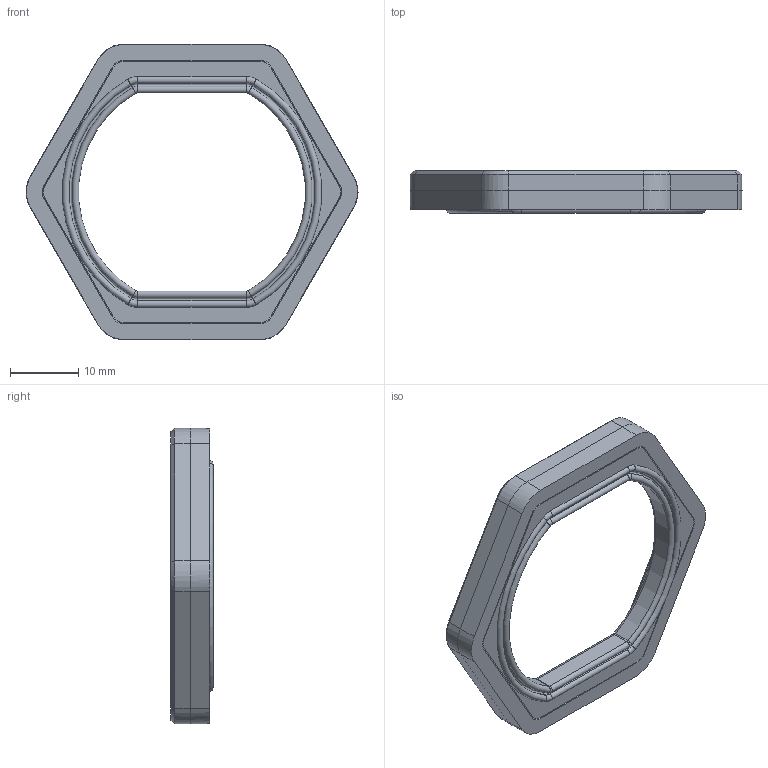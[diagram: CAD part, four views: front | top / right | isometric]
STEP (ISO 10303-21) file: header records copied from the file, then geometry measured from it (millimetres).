
FILE_DESCRIPTION((''),'2;1');
FILE_NAME('PC10-2000A-B001_NCF_SW0001','2020-10-01T11:59:16',('jwisneski'),(''),'CREO PARAMETRIC BY PTC INC, 2017110','CREO PARAMETRIC BY PTC INC, 2017110','');
FILE_SCHEMA(('CONFIG_CONTROL_DESIGN'));
Length unit declared in the file: inch
Products named in the file (1): PC10-2000A-B001_NCF_SW0001
Bounding box: 48.78 x 6.17 x 43.45 mm (x, y, z)
Volume: 3179.8 mm3; surface area: 3684.1 mm2
Topology: 1 solids, 1 shells, 209 faces, 476 edges, 272 vertices
Faces by surface type: cylinder 90, plane 65, torus 36, bspline 18
Entity records: 6647 total; most frequent: CARTESIAN_POINT 2046, ORIENTED_EDGE 952, DIRECTION 942, EDGE_CURVE 476, AXIS2_PLACEMENT_3D 347, VERTEX_POINT 272, VECTOR 248, LINE 248
